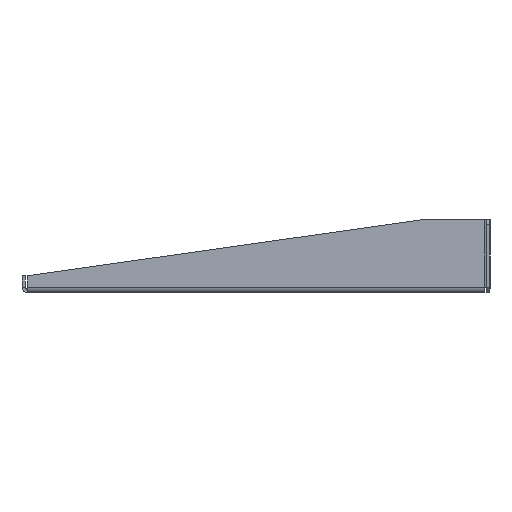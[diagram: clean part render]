
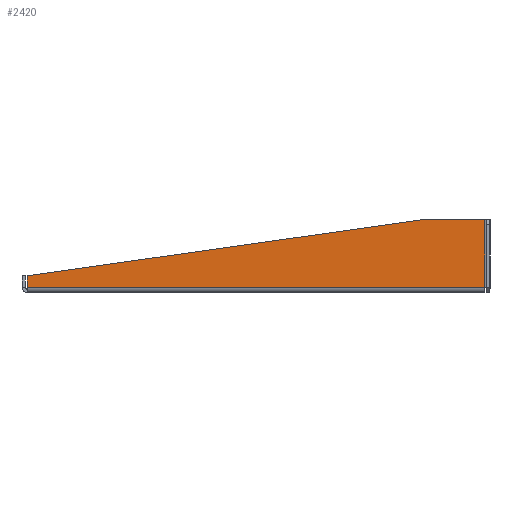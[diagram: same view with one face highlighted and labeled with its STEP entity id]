
A CAD part, left-side view. The second image highlights one B-rep face of the part: STEP entity #2420.
In plain terms, the highlighted planar face has unit normal (-1, 0, 0).
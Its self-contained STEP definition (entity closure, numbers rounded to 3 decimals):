
#232 = LINE ( 'NONE', #3693, #4689 ) ;
#343 = ORIENTED_EDGE ( 'NONE', *, *, #2770, .T. ) ;
#352 = ORIENTED_EDGE ( 'NONE', *, *, #2729, .F. ) ;
#372 = CARTESIAN_POINT ( 'NONE',  ( 0., 37., 41.6 ) ) ;
#485 = ORIENTED_EDGE ( 'NONE', *, *, #2989, .T. ) ;
#623 = EDGE_CURVE ( 'NONE', #854, #2240, #700, .T. ) ;
#674 = CARTESIAN_POINT ( 'NONE',  ( 0., 274., 1. ) ) ;
#700 = LINE ( 'NONE', #2342, #3613 ) ;
#765 = ORIENTED_EDGE ( 'NONE', *, *, #623, .F. ) ;
#854 = VERTEX_POINT ( 'NONE', #4820 ) ;
#1246 = VECTOR ( 'NONE', #3594, 1000. ) ;
#1251 = LINE ( 'NONE', #1320, #1246 ) ;
#1269 = LINE ( 'NONE', #3571, #3863 ) ;
#1320 = CARTESIAN_POINT ( 'NONE',  ( 0., 0., 0. ) ) ;
#1468 = FACE_OUTER_BOUND ( 'NONE', #4846, .T. ) ;
#1780 = ORIENTED_EDGE ( 'NONE', *, *, #4106, .T. ) ;
#1785 = CARTESIAN_POINT ( 'NONE',  ( 0., 274., 8. ) ) ;
#1805 = PLANE ( 'NONE',  #3533 ) ;
#1936 = VERTEX_POINT ( 'NONE', #372 ) ;
#1976 = CARTESIAN_POINT ( 'NONE',  ( 0., 0., 41.6 ) ) ;
#2004 = DIRECTION ( 'NONE',  ( 0., 1., 0. ) ) ;
#2240 = VERTEX_POINT ( 'NONE', #674 ) ;
#2261 = LINE ( 'NONE', #3057, #4363 ) ;
#2342 = CARTESIAN_POINT ( 'NONE',  ( 0., 274., 1. ) ) ;
#2420 = ADVANCED_FACE ( 'NONE', ( #1468 ), #1805, .F. ) ;
#2713 = VERTEX_POINT ( 'NONE', #1976 ) ;
#2729 = EDGE_CURVE ( 'NONE', #2936, #1936, #2261, .T. ) ;
#2770 = EDGE_CURVE ( 'NONE', #2713, #1936, #1269, .T. ) ;
#2936 = VERTEX_POINT ( 'NONE', #1785 ) ;
#2989 = EDGE_CURVE ( 'NONE', #2936, #2240, #232, .T. ) ;
#3045 = CARTESIAN_POINT ( 'NONE',  ( 0., 0., 0. ) ) ;
#3057 = CARTESIAN_POINT ( 'NONE',  ( 0., 37., 41.6 ) ) ;
#3429 = DIRECTION ( 'NONE',  ( 1., 0., 0. ) ) ;
#3533 = AXIS2_PLACEMENT_3D ( 'NONE', #3045, #3429, #4612 ) ;
#3571 = CARTESIAN_POINT ( 'NONE',  ( 0., 0., 41.6 ) ) ;
#3594 = DIRECTION ( 'NONE',  ( 0., 0., 1. ) ) ;
#3613 = VECTOR ( 'NONE', #5036, 1000. ) ;
#3693 = CARTESIAN_POINT ( 'NONE',  ( 0., 274., 0. ) ) ;
#3820 = DIRECTION ( 'NONE',  ( 0., -0.99, 0.14 ) ) ;
#3863 = VECTOR ( 'NONE', #2004, 1000. ) ;
#4106 = EDGE_CURVE ( 'NONE', #854, #2713, #1251, .T. ) ;
#4148 = DIRECTION ( 'NONE',  ( 0., 0., -1. ) ) ;
#4363 = VECTOR ( 'NONE', #3820, 1000. ) ;
#4612 = DIRECTION ( 'NONE',  ( 0., 0., -1. ) ) ;
#4689 = VECTOR ( 'NONE', #4148, 1000. ) ;
#4820 = CARTESIAN_POINT ( 'NONE',  ( 0., 0., 1. ) ) ;
#4846 = EDGE_LOOP ( 'NONE', ( #343, #352, #485, #765, #1780 ) ) ;
#5036 = DIRECTION ( 'NONE',  ( 0., 1., 0. ) ) ;
